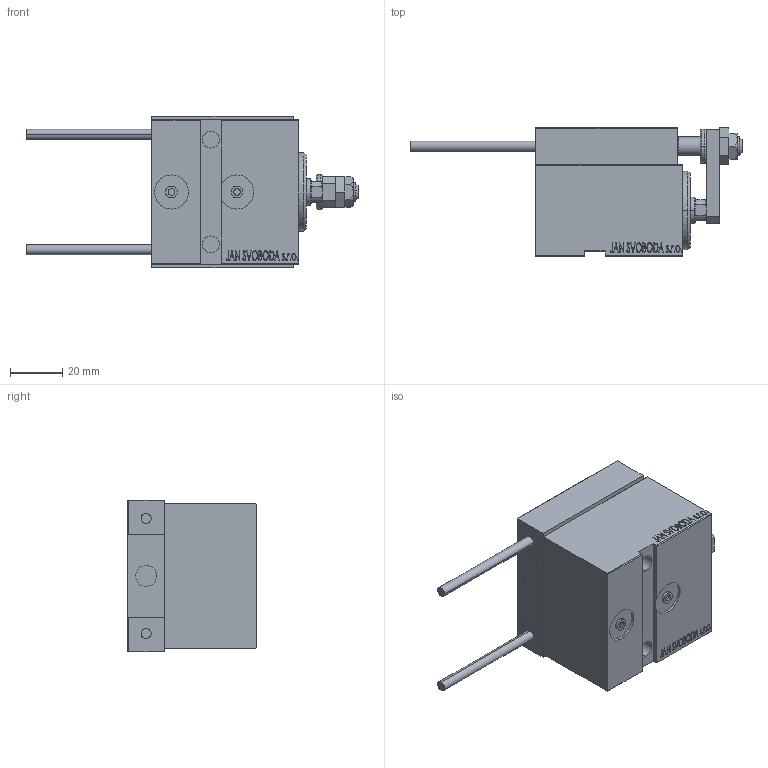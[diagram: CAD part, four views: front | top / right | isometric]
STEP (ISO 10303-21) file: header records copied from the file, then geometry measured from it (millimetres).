
FILE_DESCRIPTION (( 'STEP AP203' ), '1' );
FILE_NAME ('3960.STEP', '2024-02-11T20:08:37', ( '' ), ( '' ), 'SwSTEP 2.0', 'SolidWorks 2019', '' );
FILE_SCHEMA (( 'CONFIG_CONTROL_DESIGN' ));
Length unit declared in the file: millimetre
Products named in the file (16): 3960; NUT_D12 875a93f734db566c6b047f5ff82dbf87; ZARAZKA 875a93f734db566c6b047f5ff82dbf87; ALLEN BOLT D5 875a93f734db566c6b047f5ff82dbf87; SWITCH X 875a93f734db566c6b047f5ff82dbf87; SWITCH_X_FRONT_BACK 875a93f734db566c6b047f5ff82dbf87; V450CM_E_Body 875a93f734db566c6b047f5ff82dbf87; KONCOVKA 875a93f734db566c6b047f5ff82dbf87; Block 875a93f734db566c6b047f5ff82dbf87; V450CM_VC_B 875a93f734db566c6b047f5ff82dbf87; TYC_L79 875a93f734db566c6b047f5ff82dbf87; ALLEN BOLT D8 875a93f734db566c6b047f5ff82dbf87; V450CM_E_VCP 875a93f734db566c6b047f5ff82dbf87; SWITCH DIM B,W 875a93f734db566c6b047f5ff82dbf87; NUT_D10 875a93f734db566c6b047f5ff82dbf87; MAGNET 875a93f734db566c6b047f5ff82dbf87
Assembly tree (25 placements, depth 3):
  3960
    V450CM_E_Body 875a93f734db566c6b047f5ff82dbf87
    V450CM_E_VCP 875a93f734db566c6b047f5ff82dbf87
    V450CM_VC_B 875a93f734db566c6b047f5ff82dbf87
    SWITCH X 875a93f734db566c6b047f5ff82dbf87
      SWITCH_X_FRONT_BACK 875a93f734db566c6b047f5ff82dbf87  x2
      TYC_L79 875a93f734db566c6b047f5ff82dbf87
      Block 875a93f734db566c6b047f5ff82dbf87  x2
      ALLEN BOLT D5 875a93f734db566c6b047f5ff82dbf87  x4
      ALLEN BOLT D8 875a93f734db566c6b047f5ff82dbf87  x4
      MAGNET 875a93f734db566c6b047f5ff82dbf87  x2
      KONCOVKA 875a93f734db566c6b047f5ff82dbf87  x2
    SWITCH DIM B,W 875a93f734db566c6b047f5ff82dbf87
    ZARAZKA 875a93f734db566c6b047f5ff82dbf87
    NUT_D10 875a93f734db566c6b047f5ff82dbf87
    NUT_D12 875a93f734db566c6b047f5ff82dbf87
Bounding box: 126.7 x 49 x 58 mm (x, y, z)
Volume: 147303.4 mm3; surface area: 46185.7 mm2
Topology: 24 solids, 24 shells, 1289 faces, 3088 edges, 1974 vertices
Faces by surface type: plane 571, bspline 380, cylinder 177, cone 113, torus 44, sphere 4
Entity records: 49911 total; most frequent: CARTESIAN_POINT 25397, ORIENTED_EDGE 5196, DIRECTION 3475, EDGE_CURVE 2598, VERTEX_POINT 1698, LINE 1507, VECTOR 1507, EDGE_LOOP 1192
